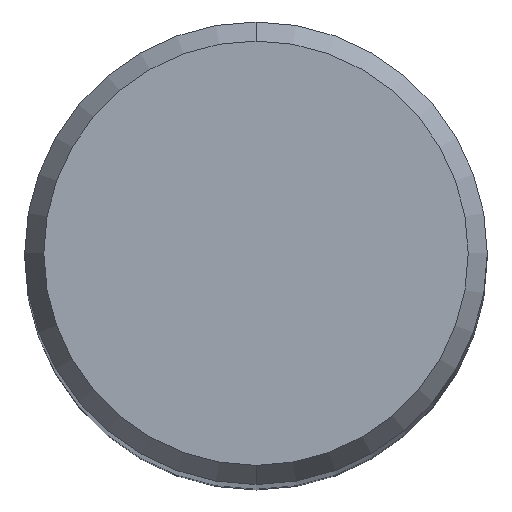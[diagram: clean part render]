
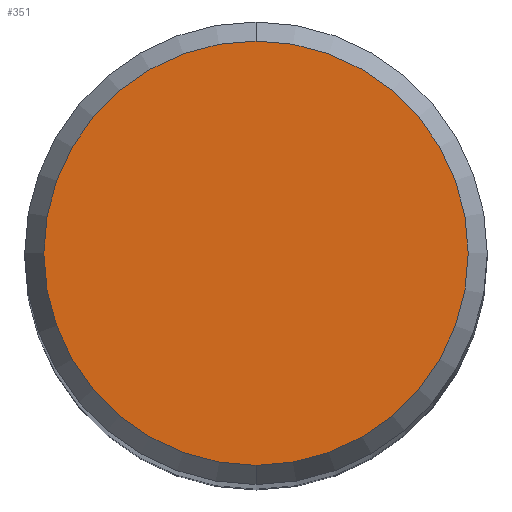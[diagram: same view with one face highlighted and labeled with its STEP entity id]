
A CAD part, top view. The second image highlights one B-rep face of the part: STEP entity #351.
In plain terms, the highlighted planar face has unit normal (0, 0, 1).
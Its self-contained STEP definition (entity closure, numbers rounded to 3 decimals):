
#265=EDGE_CURVE('',#375,#365,#528,.T.);
#351=ADVANCED_FACE('',(#624),#625,.T.);
#357=EDGE_CURVE('',#365,#375,#631,.T.);
#365=VERTEX_POINT('',#639);
#375=VERTEX_POINT('',#649);
#528=CIRCLE('',#938,5.098);
#624=FACE_OUTER_BOUND('',#1183,.T.);
#625=PLANE('',#1184);
#631=CIRCLE('',#1191,5.098);
#639=CARTESIAN_POINT('',(0.0,5.098,0.));
#649=CARTESIAN_POINT('',(0.,-5.098,0.));
#938=AXIS2_PLACEMENT_3D('',#1411,#1412,#1413);
#1183=EDGE_LOOP('',(#1528,#1529));
#1184=AXIS2_PLACEMENT_3D('',#1530,#1531,#1532);
#1191=AXIS2_PLACEMENT_3D('',#1533,#1534,#1535);
#1411=CARTESIAN_POINT('',(0.0,0.0,0.));
#1412=DIRECTION('',(0.0,0.0,-1.0));
#1413=DIRECTION('',(0.0,1.0,0.0));
#1528=ORIENTED_EDGE('',*,*,#357,.F.);
#1529=ORIENTED_EDGE('',*,*,#265,.F.);
#1530=CARTESIAN_POINT('',(0.0,2.549,0.));
#1531=DIRECTION('',(-0.0,0.0,1.0));
#1532=DIRECTION('',(0.0,-1.0,0.0));
#1533=CARTESIAN_POINT('',(0.0,0.0,0.));
#1534=DIRECTION('',(0.0,0.0,-1.0));
#1535=DIRECTION('',(0.0,1.0,0.0));
